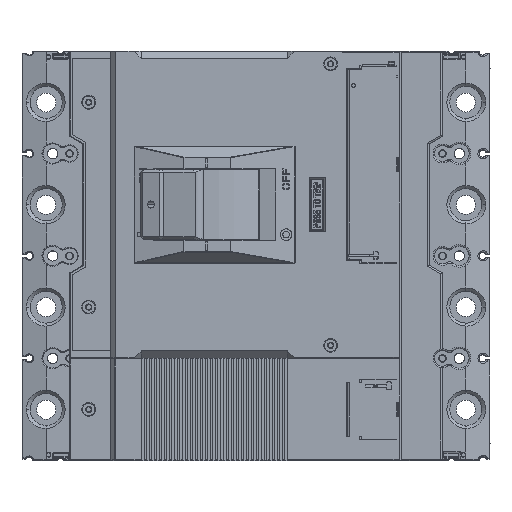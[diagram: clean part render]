
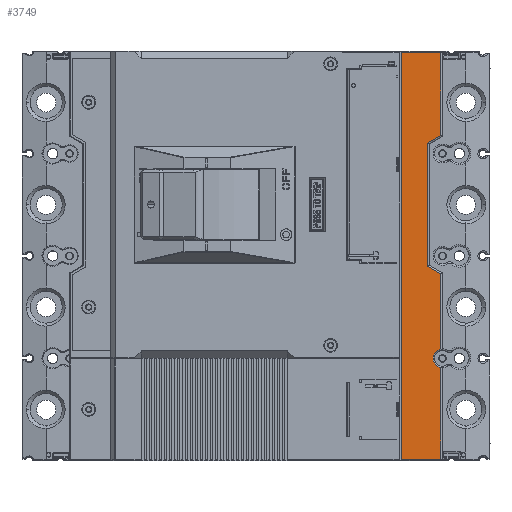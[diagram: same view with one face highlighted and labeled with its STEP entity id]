
A CAD part, top view. The second image highlights one B-rep face of the part: STEP entity #3749.
In plain terms, the highlighted planar face has unit normal (0, 0, 1).
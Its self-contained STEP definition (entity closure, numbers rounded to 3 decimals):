
#3749=ADVANCED_FACE('',(#7075),#5355,.T.);
#5355=PLANE('',#58585);
#7075=FACE_OUTER_BOUND('',#9367,.T.);
#9367=EDGE_LOOP('',(#34169,#34170,#34171,#34172,#34173,#34174,#34175,#34176,
#34177,#34178));
#15005=LINE('',#92922,#21253);
#15006=LINE('',#92927,#21254);
#15007=LINE('',#92929,#21255);
#15008=LINE('',#92931,#21256);
#15009=LINE('',#92932,#21257);
#15010=LINE('',#92934,#21258);
#15011=LINE('',#92936,#21259);
#15012=LINE('',#92938,#21260);
#15013=LINE('',#92940,#21261);
#21253=VECTOR('',#70054,1.);
#21254=VECTOR('',#70059,1.);
#21255=VECTOR('',#70060,1.);
#21256=VECTOR('',#70061,1.);
#21257=VECTOR('',#70062,1.);
#21258=VECTOR('',#70063,1.);
#21259=VECTOR('',#70064,1.);
#21260=VECTOR('',#70065,1.);
#21261=VECTOR('',#70066,1.);
#24061=CIRCLE('',#58584,6.45);
#34169=ORIENTED_EDGE('',*,*,#52041,.T.);
#34170=ORIENTED_EDGE('',*,*,#52042,.T.);
#34171=ORIENTED_EDGE('',*,*,#52043,.T.);
#34172=ORIENTED_EDGE('',*,*,#52044,.T.);
#34173=ORIENTED_EDGE('',*,*,#52040,.T.);
#34174=ORIENTED_EDGE('',*,*,#52045,.T.);
#34175=ORIENTED_EDGE('',*,*,#52046,.F.);
#34176=ORIENTED_EDGE('',*,*,#52047,.T.);
#34177=ORIENTED_EDGE('',*,*,#52048,.F.);
#34178=ORIENTED_EDGE('',*,*,#52049,.T.);
#43549=VERTEX_POINT('',#92910);
#43550=VERTEX_POINT('',#92921);
#43551=VERTEX_POINT('',#92925);
#43552=VERTEX_POINT('',#92926);
#43553=VERTEX_POINT('',#92928);
#43554=VERTEX_POINT('',#92930);
#43555=VERTEX_POINT('',#92933);
#43556=VERTEX_POINT('',#92935);
#43557=VERTEX_POINT('',#92937);
#43558=VERTEX_POINT('',#92939);
#52040=EDGE_CURVE('',#43549,#43550,#15005,.T.);
#52041=EDGE_CURVE('',#43551,#43552,#24061,.T.);
#52042=EDGE_CURVE('',#43552,#43553,#15006,.T.);
#52043=EDGE_CURVE('',#43553,#43554,#15007,.T.);
#52044=EDGE_CURVE('',#43554,#43549,#15008,.T.);
#52045=EDGE_CURVE('',#43550,#43555,#15009,.T.);
#52046=EDGE_CURVE('',#43556,#43555,#15010,.T.);
#52047=EDGE_CURVE('',#43556,#43557,#15011,.T.);
#52048=EDGE_CURVE('',#43558,#43557,#15012,.T.);
#52049=EDGE_CURVE('',#43558,#43551,#15013,.T.);
#58584=AXIS2_PLACEMENT_3D('',#92924,#70057,#70058);
#58585=AXIS2_PLACEMENT_3D('',#92941,#70067,#70068);
#70054=DIRECTION('',(0.866,0.5,0.));
#70057=DIRECTION('',(0.,0.,-1.));
#70058=DIRECTION('',(-0.186,-0.983,0.));
#70059=DIRECTION('',(0.,1.,0.));
#70060=DIRECTION('',(-0.866,0.5,0.));
#70061=DIRECTION('',(0.,1.,0.));
#70062=DIRECTION('',(0.,1.,0.));
#70063=DIRECTION('',(1.,0.,0.));
#70064=DIRECTION('',(0.,-1.,0.));
#70065=DIRECTION('',(-1.,0.,0.));
#70066=DIRECTION('',(0.,1.,0.));
#70067=DIRECTION('',(0.,0.,1.));
#70068=DIRECTION('',(-1.,0.,0.));
#92910=CARTESIAN_POINT('',(150.6,107.374,88.903));
#92921=CARTESIAN_POINT('',(159.6,112.57,88.903));
#92922=CARTESIAN_POINT('',(150.6,107.374,88.903));
#92924=CARTESIAN_POINT('',(160.8,-39.703,88.903));
#92925=CARTESIAN_POINT('',(159.6,-46.041,88.903));
#92926=CARTESIAN_POINT('',(159.6,-33.366,88.903));
#92927=CARTESIAN_POINT('',(159.6,-33.366,88.903));
#92928=CARTESIAN_POINT('',(159.6,18.023,88.903));
#92929=CARTESIAN_POINT('',(159.6,18.023,88.903));
#92930=CARTESIAN_POINT('',(150.6,23.219,88.903));
#92931=CARTESIAN_POINT('',(150.6,23.219,88.903));
#92932=CARTESIAN_POINT('',(159.6,112.57,88.903));
#92933=CARTESIAN_POINT('',(159.6,169.297,88.903));
#92934=CARTESIAN_POINT('',(132.6,169.297,88.903));
#92935=CARTESIAN_POINT('',(132.6,169.297,88.903));
#92936=CARTESIAN_POINT('',(132.6,169.297,88.903));
#92937=CARTESIAN_POINT('',(132.6,-108.703,88.903));
#92938=CARTESIAN_POINT('',(159.6,-108.703,88.903));
#92939=CARTESIAN_POINT('',(159.6,-108.703,88.903));
#92940=CARTESIAN_POINT('',(159.6,-108.703,88.903));
#92941=CARTESIAN_POINT('',(160.6,170.297,88.903));
